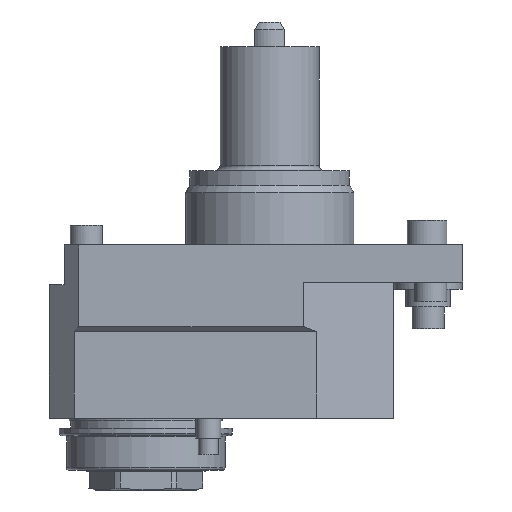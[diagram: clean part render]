
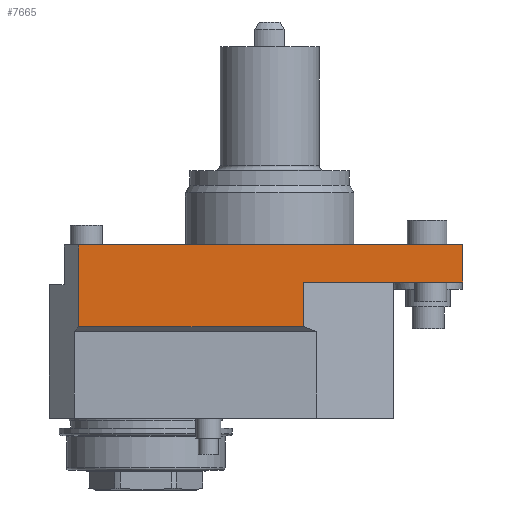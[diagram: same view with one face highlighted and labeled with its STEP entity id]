
A CAD part, front view. The second image highlights one B-rep face of the part: STEP entity #7665.
In plain terms, the highlighted planar face has unit normal (0, -1, 0).
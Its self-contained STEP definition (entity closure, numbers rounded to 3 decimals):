
#2508 = PLANE('',#2509);
#2509 = AXIS2_PLACEMENT_3D('',#2510,#2511,#2512);
#2510 = CARTESIAN_POINT('',(14.874,-41.5,-261.059));
#2511 = DIRECTION('',(-0.342,0.94,
    0.));
#2512 = DIRECTION('',(-0.94,-0.342,
    0.));
#2564 = PLANE('',#2565);
#2565 = AXIS2_PLACEMENT_3D('',#2566,#2567,#2568);
#2566 = CARTESIAN_POINT('',(-77.,-42.,-246.059));
#2567 = DIRECTION('',(-0.707,-0.707,0.));
#2568 = DIRECTION('',(0.707,-0.707,0.));
#6752 = PLANE('',#6753);
#6753 = AXIS2_PLACEMENT_3D('',#6754,#6755,#6756);
#6754 = CARTESIAN_POINT('',(78.,-42.,-15.));
#6755 = DIRECTION('',(0.,0.,-1.));
#6756 = DIRECTION('',(-1.,0.,0.));
#7346 = VERTEX_POINT('',#7347);
#7347 = CARTESIAN_POINT('',(78.,-42.,-15.));
#7361 = PLANE('',#7362);
#7362 = AXIS2_PLACEMENT_3D('',#7363,#7364,#7365);
#7363 = CARTESIAN_POINT('',(78.,-42.,-0.05));
#7364 = DIRECTION('',(1.,0.,0.));
#7365 = DIRECTION('',(0.,0.,-1.));
#7373 = EDGE_CURVE('',#7346,#7374,#7376,.T.);
#7374 = VERTEX_POINT('',#7375);
#7375 = CARTESIAN_POINT('',(13.5,-42.,-15.));
#7376 = SURFACE_CURVE('',#7377,(#7381,#7388),.PCURVE_S1.);
#7377 = LINE('',#7378,#7379);
#7378 = CARTESIAN_POINT('',(78.,-42.,-15.));
#7379 = VECTOR('',#7380,1.);
#7380 = DIRECTION('',(-1.,0.,0.));
#7381 = PCURVE('',#6752,#7382);
#7382 = DEFINITIONAL_REPRESENTATION('',(#7383),#7387);
#7383 = LINE('',#7384,#7385);
#7384 = CARTESIAN_POINT('',(0.,0.));
#7385 = VECTOR('',#7386,1.);
#7386 = DIRECTION('',(1.,0.));
#7387 = ( GEOMETRIC_REPRESENTATION_CONTEXT(2) 
PARAMETRIC_REPRESENTATION_CONTEXT() REPRESENTATION_CONTEXT('2D SPACE',''
  ) );
#7388 = PCURVE('',#7389,#7394);
#7389 = PLANE('',#7390);
#7390 = AXIS2_PLACEMENT_3D('',#7391,#7392,#7393);
#7391 = CARTESIAN_POINT('',(0.,-42.,0.));
#7392 = DIRECTION('',(0.,1.,0.));
#7393 = DIRECTION('',(0.,0.,1.));
#7394 = DEFINITIONAL_REPRESENTATION('',(#7395),#7399);
#7395 = LINE('',#7396,#7397);
#7396 = CARTESIAN_POINT('',(-15.,78.));
#7397 = VECTOR('',#7398,1.);
#7398 = DIRECTION('',(0.,-1.));
#7399 = ( GEOMETRIC_REPRESENTATION_CONTEXT(2) 
PARAMETRIC_REPRESENTATION_CONTEXT() REPRESENTATION_CONTEXT('2D SPACE',''
  ) );
#7540 = PLANE('',#7541);
#7541 = AXIS2_PLACEMENT_3D('',#7542,#7543,#7544);
#7542 = CARTESIAN_POINT('',(-83.,-42.,-0.05));
#7543 = DIRECTION('',(0.,0.,1.));
#7544 = DIRECTION('',(1.,0.,0.));
#7665 = ADVANCED_FACE('',(#7666),#7389,.F.);
#7666 = FACE_BOUND('',#7667,.T.);
#7667 = EDGE_LOOP('',(#7668,#7693,#7721,#7742,#7743,#7766));
#7668 = ORIENTED_EDGE('',*,*,#7669,.F.);
#7669 = EDGE_CURVE('',#7670,#7672,#7674,.T.);
#7670 = VERTEX_POINT('',#7671);
#7671 = CARTESIAN_POINT('',(-77.,-42.,-33.));
#7672 = VERTEX_POINT('',#7673);
#7673 = CARTESIAN_POINT('',(-77.,-42.,-0.05));
#7674 = SURFACE_CURVE('',#7675,(#7679,#7686),.PCURVE_S1.);
#7675 = LINE('',#7676,#7677);
#7676 = CARTESIAN_POINT('',(-77.,-42.,0.));
#7677 = VECTOR('',#7678,1.);
#7678 = DIRECTION('',(0.,0.,1.));
#7679 = PCURVE('',#7389,#7680);
#7680 = DEFINITIONAL_REPRESENTATION('',(#7681),#7685);
#7681 = LINE('',#7682,#7683);
#7682 = CARTESIAN_POINT('',(0.,-77.));
#7683 = VECTOR('',#7684,1.);
#7684 = DIRECTION('',(1.,0.));
#7685 = ( GEOMETRIC_REPRESENTATION_CONTEXT(2) 
PARAMETRIC_REPRESENTATION_CONTEXT() REPRESENTATION_CONTEXT('2D SPACE',''
  ) );
#7686 = PCURVE('',#2564,#7687);
#7687 = DEFINITIONAL_REPRESENTATION('',(#7688),#7692);
#7688 = LINE('',#7689,#7690);
#7689 = CARTESIAN_POINT('',(0.,246.059));
#7690 = VECTOR('',#7691,1.);
#7691 = DIRECTION('',(0.,1.));
#7692 = ( GEOMETRIC_REPRESENTATION_CONTEXT(2) 
PARAMETRIC_REPRESENTATION_CONTEXT() REPRESENTATION_CONTEXT('2D SPACE',''
  ) );
#7693 = ORIENTED_EDGE('',*,*,#7694,.F.);
#7694 = EDGE_CURVE('',#7695,#7670,#7697,.T.);
#7695 = VERTEX_POINT('',#7696);
#7696 = CARTESIAN_POINT('',(13.5,-42.,-33.));
#7697 = SURFACE_CURVE('',#7698,(#7702,#7709),.PCURVE_S1.);
#7698 = LINE('',#7699,#7700);
#7699 = CARTESIAN_POINT('',(246.059,-42.,-33.));
#7700 = VECTOR('',#7701,1.);
#7701 = DIRECTION('',(-1.,0.,0.));
#7702 = PCURVE('',#7389,#7703);
#7703 = DEFINITIONAL_REPRESENTATION('',(#7704),#7708);
#7704 = LINE('',#7705,#7706);
#7705 = CARTESIAN_POINT('',(-33.,246.059));
#7706 = VECTOR('',#7707,1.);
#7707 = DIRECTION('',(0.,-1.));
#7708 = ( GEOMETRIC_REPRESENTATION_CONTEXT(2) 
PARAMETRIC_REPRESENTATION_CONTEXT() REPRESENTATION_CONTEXT('2D SPACE',''
  ) );
#7709 = PCURVE('',#7710,#7715);
#7710 = PLANE('',#7711);
#7711 = AXIS2_PLACEMENT_3D('',#7712,#7713,#7714);
#7712 = CARTESIAN_POINT('',(246.059,-42.,-33.));
#7713 = DIRECTION('',(0.,0.707,0.707));
#7714 = DIRECTION('',(0.,-0.707,0.707));
#7715 = DEFINITIONAL_REPRESENTATION('',(#7716),#7720);
#7716 = LINE('',#7717,#7718);
#7717 = CARTESIAN_POINT('',(0.,0.));
#7718 = VECTOR('',#7719,1.);
#7719 = DIRECTION('',(0.,-1.));
#7720 = ( GEOMETRIC_REPRESENTATION_CONTEXT(2) 
PARAMETRIC_REPRESENTATION_CONTEXT() REPRESENTATION_CONTEXT('2D SPACE',''
  ) );
#7721 = ORIENTED_EDGE('',*,*,#7722,.T.);
#7722 = EDGE_CURVE('',#7695,#7374,#7723,.T.);
#7723 = SURFACE_CURVE('',#7724,(#7728,#7735),.PCURVE_S1.);
#7724 = LINE('',#7725,#7726);
#7725 = CARTESIAN_POINT('',(13.5,-42.,0.));
#7726 = VECTOR('',#7727,1.);
#7727 = DIRECTION('',(0.,0.,1.));
#7728 = PCURVE('',#7389,#7729);
#7729 = DEFINITIONAL_REPRESENTATION('',(#7730),#7734);
#7730 = LINE('',#7731,#7732);
#7731 = CARTESIAN_POINT('',(0.,13.5));
#7732 = VECTOR('',#7733,1.);
#7733 = DIRECTION('',(1.,0.));
#7734 = ( GEOMETRIC_REPRESENTATION_CONTEXT(2) 
PARAMETRIC_REPRESENTATION_CONTEXT() REPRESENTATION_CONTEXT('2D SPACE',''
  ) );
#7735 = PCURVE('',#2508,#7736);
#7736 = DEFINITIONAL_REPRESENTATION('',(#7737),#7741);
#7737 = LINE('',#7738,#7739);
#7738 = CARTESIAN_POINT('',(1.462,261.059));
#7739 = VECTOR('',#7740,1.);
#7740 = DIRECTION('',(0.,1.));
#7741 = ( GEOMETRIC_REPRESENTATION_CONTEXT(2) 
PARAMETRIC_REPRESENTATION_CONTEXT() REPRESENTATION_CONTEXT('2D SPACE',''
  ) );
#7742 = ORIENTED_EDGE('',*,*,#7373,.F.);
#7743 = ORIENTED_EDGE('',*,*,#7744,.F.);
#7744 = EDGE_CURVE('',#7745,#7346,#7747,.T.);
#7745 = VERTEX_POINT('',#7746);
#7746 = CARTESIAN_POINT('',(78.,-42.,-0.05));
#7747 = SURFACE_CURVE('',#7748,(#7752,#7759),.PCURVE_S1.);
#7748 = LINE('',#7749,#7750);
#7749 = CARTESIAN_POINT('',(78.,-42.,-0.05));
#7750 = VECTOR('',#7751,1.);
#7751 = DIRECTION('',(0.,0.,-1.));
#7752 = PCURVE('',#7389,#7753);
#7753 = DEFINITIONAL_REPRESENTATION('',(#7754),#7758);
#7754 = LINE('',#7755,#7756);
#7755 = CARTESIAN_POINT('',(-0.05,78.));
#7756 = VECTOR('',#7757,1.);
#7757 = DIRECTION('',(-1.,0.));
#7758 = ( GEOMETRIC_REPRESENTATION_CONTEXT(2) 
PARAMETRIC_REPRESENTATION_CONTEXT() REPRESENTATION_CONTEXT('2D SPACE',''
  ) );
#7759 = PCURVE('',#7361,#7760);
#7760 = DEFINITIONAL_REPRESENTATION('',(#7761),#7765);
#7761 = LINE('',#7762,#7763);
#7762 = CARTESIAN_POINT('',(0.,0.));
#7763 = VECTOR('',#7764,1.);
#7764 = DIRECTION('',(1.,0.));
#7765 = ( GEOMETRIC_REPRESENTATION_CONTEXT(2) 
PARAMETRIC_REPRESENTATION_CONTEXT() REPRESENTATION_CONTEXT('2D SPACE',''
  ) );
#7766 = ORIENTED_EDGE('',*,*,#7767,.F.);
#7767 = EDGE_CURVE('',#7672,#7745,#7768,.T.);
#7768 = SURFACE_CURVE('',#7769,(#7773,#7780),.PCURVE_S1.);
#7769 = LINE('',#7770,#7771);
#7770 = CARTESIAN_POINT('',(-83.,-42.,-0.05));
#7771 = VECTOR('',#7772,1.);
#7772 = DIRECTION('',(1.,0.,0.));
#7773 = PCURVE('',#7389,#7774);
#7774 = DEFINITIONAL_REPRESENTATION('',(#7775),#7779);
#7775 = LINE('',#7776,#7777);
#7776 = CARTESIAN_POINT('',(-0.05,-83.));
#7777 = VECTOR('',#7778,1.);
#7778 = DIRECTION('',(0.,1.));
#7779 = ( GEOMETRIC_REPRESENTATION_CONTEXT(2) 
PARAMETRIC_REPRESENTATION_CONTEXT() REPRESENTATION_CONTEXT('2D SPACE',''
  ) );
#7780 = PCURVE('',#7540,#7781);
#7781 = DEFINITIONAL_REPRESENTATION('',(#7782),#7786);
#7782 = LINE('',#7783,#7784);
#7783 = CARTESIAN_POINT('',(0.,0.));
#7784 = VECTOR('',#7785,1.);
#7785 = DIRECTION('',(1.,0.));
#7786 = ( GEOMETRIC_REPRESENTATION_CONTEXT(2) 
PARAMETRIC_REPRESENTATION_CONTEXT() REPRESENTATION_CONTEXT('2D SPACE',''
  ) );
